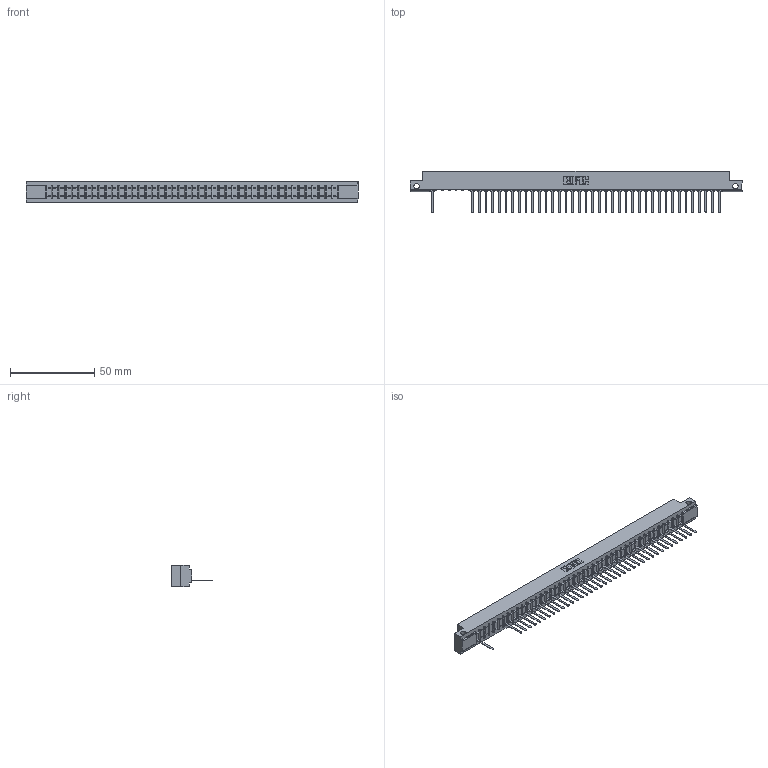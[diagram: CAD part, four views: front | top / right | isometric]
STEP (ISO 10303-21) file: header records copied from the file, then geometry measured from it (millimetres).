
FILE_DESCRIPTION (( 'STEP AP203' ), '1' );
FILE_NAME ('357-044-541-112.STEP', '2018-08-11T11:36:46', ( '' ), ( '' ), 'SwSTEP 2.0', 'SolidWorks 2016', '' );
FILE_SCHEMA (( 'CONFIG_CONTROL_DESIGN' ));
Length unit declared in the file: inch
Products named in the file (3): 307 Part_.128 Dia Side Mounting Holes; 307-290-002_541; 357-044-541-112
Assembly tree (40 placements, depth 2):
  357-044-541-112
    307 Part_.128 Dia Side Mounting Holes
    307-290-002_541  x39
Bounding box: 197.36 x 24.59 x 12.7 mm (x, y, z)
Volume: 20958 mm3; surface area: 26166 mm2
Topology: 40 solids, 40 shells, 3149 faces, 9691 edges, 6338 vertices
Faces by surface type: plane 1885, cylinder 1174, sphere 90
Entity records: 38034 total; most frequent: CARTESIAN_POINT 6439, ORIENTED_EDGE 6434, DIRECTION 6249, EDGE_CURVE 3217, LINE 2465, VECTOR 2465, VERTEX_POINT 2082, AXIS2_PLACEMENT_3D 1892
